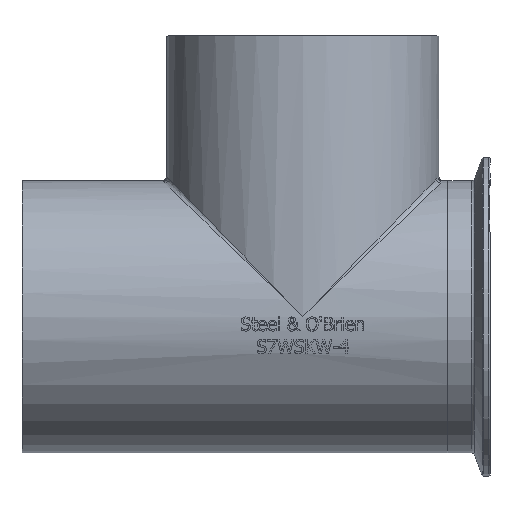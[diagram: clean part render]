
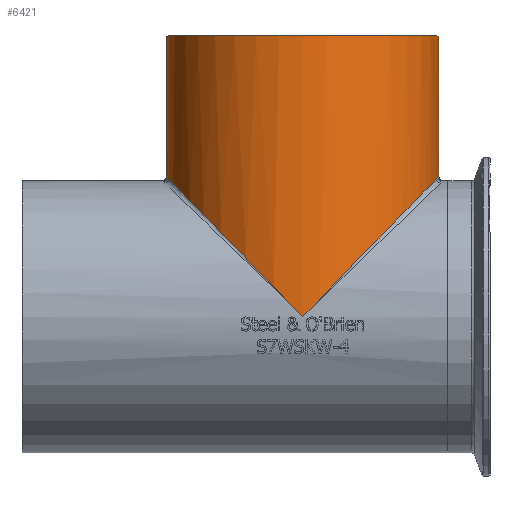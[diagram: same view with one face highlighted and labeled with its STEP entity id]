
A CAD part, top view. The second image highlights one B-rep face of the part: STEP entity #6421.
In plain terms, the highlighted cylindrical face has radius 50.8 mm (diameter 101.6 mm), a full revolution.
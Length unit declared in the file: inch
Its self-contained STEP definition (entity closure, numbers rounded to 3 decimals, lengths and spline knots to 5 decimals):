
#89=ELLIPSE('',#6802,2.87296,2.);
#90=ELLIPSE('',#6803,2.87296,2.);
#134=FACE_BOUND('',#1501,.T.);
#1105=FACE_OUTER_BOUND('',#1500,.T.);
#1500=EDGE_LOOP('',(#5939,#5940));
#1501=EDGE_LOOP('',(#5941));
#2528=CIRCLE('',#6811,2.);
#3150=VERTEX_POINT('',#13801);
#3151=VERTEX_POINT('',#13802);
#3160=VERTEX_POINT('',#13934);
#4090=EDGE_CURVE('',#3151,#3150,#89,.T.);
#4091=EDGE_CURVE('',#3150,#3151,#90,.T.);
#4096=EDGE_CURVE('',#3160,#3160,#2528,.T.);
#5939=ORIENTED_EDGE('',*,*,#4091,.F.);
#5940=ORIENTED_EDGE('',*,*,#4090,.F.);
#5941=ORIENTED_EDGE('',*,*,#4096,.T.);
#6018=CYLINDRICAL_SURFACE('',#6810,2.);
#6421=ADVANCED_FACE('',(#1105,#134),#6018,.T.);
#6802=AXIS2_PLACEMENT_3D('',#13871,#8002,#8003);
#6803=AXIS2_PLACEMENT_3D('',#13922,#8004,#8005);
#6810=AXIS2_PLACEMENT_3D('',#13933,#8018,#8019);
#6811=AXIS2_PLACEMENT_3D('',#13935,#8020,#8021);
#8002=DIRECTION('center_axis',(-0.718,-0.696,0.));
#8003=DIRECTION('ref_axis',(-0.696,0.718,0.));
#8004=DIRECTION('center_axis',(0.718,-0.696,0.));
#8005=DIRECTION('ref_axis',(0.696,0.718,0.));
#8018=DIRECTION('center_axis',(0.,-1.,0.));
#8019=DIRECTION('ref_axis',(1.,0.,0.));
#8020=DIRECTION('center_axis',(0.,-1.,0.));
#8021=DIRECTION('ref_axis',(1.,0.,0.));
#13801=CARTESIAN_POINT('',(0.,0.,-2.));
#13802=CARTESIAN_POINT('',(0.,0.,
2.));
#13871=CARTESIAN_POINT('Origin',(0.,0.,
0.));
#13922=CARTESIAN_POINT('Origin',(0.,0.,
0.));
#13933=CARTESIAN_POINT('Origin',(0.,4.125,0.));
#13934=CARTESIAN_POINT('',(-2.,4.125,0.));
#13935=CARTESIAN_POINT('Origin',(0.,4.125,0.));
